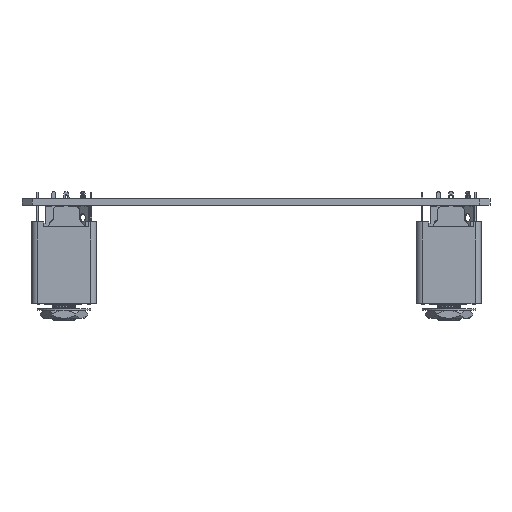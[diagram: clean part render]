
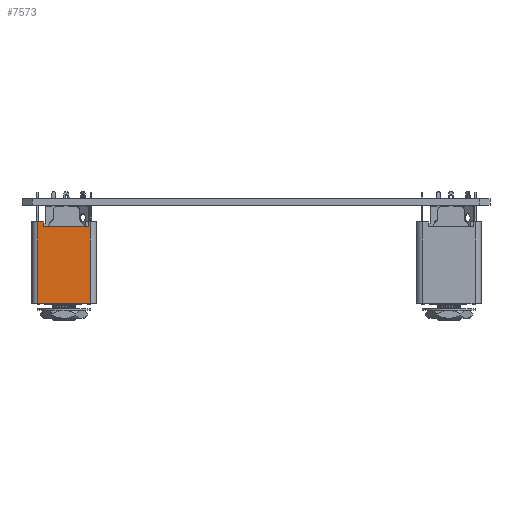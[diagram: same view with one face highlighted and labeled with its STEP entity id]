
A CAD part, front view. The second image highlights one B-rep face of the part: STEP entity #7573.
In plain terms, the highlighted face is planar.
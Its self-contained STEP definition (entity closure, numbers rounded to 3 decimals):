
#3480 = PLANE('',#3481);
#3481 = AXIS2_PLACEMENT_3D('',#3482,#3483,#3484);
#3482 = CARTESIAN_POINT('',(0.,2.832,0.));
#3483 = DIRECTION('',(0.,0.,1.));
#3484 = DIRECTION('',(1.,0.,-0.));
#4030 = PLANE('',#4031);
#4031 = AXIS2_PLACEMENT_3D('',#4032,#4033,#4034);
#4032 = CARTESIAN_POINT('',(-1.22,9.492,20.));
#4033 = DIRECTION('',(0.,0.,1.));
#4034 = DIRECTION('',(1.,0.,-0.));
#5396 = PLANE('',#5397);
#5397 = AXIS2_PLACEMENT_3D('',#5398,#5399,#5400);
#5398 = CARTESIAN_POINT('',(1.86,8.972,20.));
#5399 = DIRECTION('',(1.,0.,0.));
#5400 = DIRECTION('',(0.,0.,-1.));
#5629 = CYLINDRICAL_SURFACE('',#5630,1.5);
#5630 = AXIS2_PLACEMENT_3D('',#5631,#5632,#5633);
#5631 = CARTESIAN_POINT('',(1.5,9.212,0.));
#5632 = DIRECTION('',(0.,0.,1.));
#5633 = DIRECTION('',(-0.707,0.707,0.));
#6048 = VERTEX_POINT('',#6049);
#6049 = CARTESIAN_POINT('',(1.86,10.712,18.8));
#6058 = PLANE('',#6059);
#6059 = AXIS2_PLACEMENT_3D('',#6060,#6061,#6062);
#6060 = CARTESIAN_POINT('',(0.,2.832,18.8));
#6061 = DIRECTION('',(0.,0.,1.));
#6062 = DIRECTION('',(1.,0.,-0.));
#6184 = VERTEX_POINT('',#6185);
#6185 = CARTESIAN_POINT('',(12.96,10.712,18.8));
#6199 = PLANE('',#6200);
#6200 = AXIS2_PLACEMENT_3D('',#6201,#6202,#6203);
#6201 = CARTESIAN_POINT('',(12.96,9.512,18.8));
#6202 = DIRECTION('',(-1.,0.,0.));
#6203 = DIRECTION('',(0.,0.,1.));
#6211 = EDGE_CURVE('',#6048,#6184,#6212,.T.);
#6212 = SURFACE_CURVE('',#6213,(#6217,#6224),.PCURVE_S1.);
#6213 = LINE('',#6214,#6215);
#6214 = CARTESIAN_POINT('',(1.86,10.712,18.8));
#6215 = VECTOR('',#6216,1.);
#6216 = DIRECTION('',(1.,0.,0.));
#6217 = PCURVE('',#6058,#6218);
#6218 = DEFINITIONAL_REPRESENTATION('',(#6219),#6223);
#6219 = LINE('',#6220,#6221);
#6220 = CARTESIAN_POINT('',(1.86,7.88));
#6221 = VECTOR('',#6222,1.);
#6222 = DIRECTION('',(1.,0.));
#6223 = ( GEOMETRIC_REPRESENTATION_CONTEXT(2) 
PARAMETRIC_REPRESENTATION_CONTEXT() REPRESENTATION_CONTEXT('2D SPACE',''
  ) );
#6224 = PCURVE('',#6225,#6230);
#6225 = PLANE('',#6226);
#6226 = AXIS2_PLACEMENT_3D('',#6227,#6228,#6229);
#6227 = CARTESIAN_POINT('',(-15.76,10.712,0.));
#6228 = DIRECTION('',(0.,1.,0.));
#6229 = DIRECTION('',(0.,-0.,1.));
#6230 = DEFINITIONAL_REPRESENTATION('',(#6231),#6235);
#6231 = LINE('',#6232,#6233);
#6232 = CARTESIAN_POINT('',(18.8,17.62));
#6233 = VECTOR('',#6234,1.);
#6234 = DIRECTION('',(0.,1.));
#6235 = ( GEOMETRIC_REPRESENTATION_CONTEXT(2) 
PARAMETRIC_REPRESENTATION_CONTEXT() REPRESENTATION_CONTEXT('2D SPACE',''
  ) );
#7457 = VERTEX_POINT('',#7458);
#7458 = CARTESIAN_POINT('',(1.5,10.712,20.));
#7506 = EDGE_CURVE('',#7457,#7507,#7509,.T.);
#7507 = VERTEX_POINT('',#7508);
#7508 = CARTESIAN_POINT('',(1.5,10.712,0.));
#7509 = SURFACE_CURVE('',#7510,(#7514,#7521),.PCURVE_S1.);
#7510 = LINE('',#7511,#7512);
#7511 = CARTESIAN_POINT('',(1.5,10.712,20.));
#7512 = VECTOR('',#7513,1.);
#7513 = DIRECTION('',(0.,0.,-1.));
#7514 = PCURVE('',#5629,#7515);
#7515 = DEFINITIONAL_REPRESENTATION('',(#7516),#7520);
#7516 = LINE('',#7517,#7518);
#7517 = CARTESIAN_POINT('',(-0.785,20.));
#7518 = VECTOR('',#7519,1.);
#7519 = DIRECTION('',(0.,-1.));
#7520 = ( GEOMETRIC_REPRESENTATION_CONTEXT(2) 
PARAMETRIC_REPRESENTATION_CONTEXT() REPRESENTATION_CONTEXT('2D SPACE',''
  ) );
#7521 = PCURVE('',#6225,#7522);
#7522 = DEFINITIONAL_REPRESENTATION('',(#7523),#7527);
#7523 = LINE('',#7524,#7525);
#7524 = CARTESIAN_POINT('',(20.,17.26));
#7525 = VECTOR('',#7526,1.);
#7526 = DIRECTION('',(-1.,0.));
#7527 = ( GEOMETRIC_REPRESENTATION_CONTEXT(2) 
PARAMETRIC_REPRESENTATION_CONTEXT() REPRESENTATION_CONTEXT('2D SPACE',''
  ) );
#7573 = ADVANCED_FACE('',(#7574),#6225,.T.);
#7574 = FACE_BOUND('',#7575,.T.);
#7575 = EDGE_LOOP('',(#7576,#7577,#7600,#7621,#7622,#7645,#7673,#7701));
#7576 = ORIENTED_EDGE('',*,*,#7506,.F.);
#7577 = ORIENTED_EDGE('',*,*,#7578,.F.);
#7578 = EDGE_CURVE('',#7579,#7457,#7581,.T.);
#7579 = VERTEX_POINT('',#7580);
#7580 = CARTESIAN_POINT('',(1.86,10.712,20.));
#7581 = SURFACE_CURVE('',#7582,(#7586,#7593),.PCURVE_S1.);
#7582 = LINE('',#7583,#7584);
#7583 = CARTESIAN_POINT('',(1.86,10.712,20.));
#7584 = VECTOR('',#7585,1.);
#7585 = DIRECTION('',(-1.,0.,0.));
#7586 = PCURVE('',#6225,#7587);
#7587 = DEFINITIONAL_REPRESENTATION('',(#7588),#7592);
#7588 = LINE('',#7589,#7590);
#7589 = CARTESIAN_POINT('',(20.,17.62));
#7590 = VECTOR('',#7591,1.);
#7591 = DIRECTION('',(0.,-1.));
#7592 = ( GEOMETRIC_REPRESENTATION_CONTEXT(2) 
PARAMETRIC_REPRESENTATION_CONTEXT() REPRESENTATION_CONTEXT('2D SPACE',''
  ) );
#7593 = PCURVE('',#4030,#7594);
#7594 = DEFINITIONAL_REPRESENTATION('',(#7595),#7599);
#7595 = LINE('',#7596,#7597);
#7596 = CARTESIAN_POINT('',(3.08,1.22));
#7597 = VECTOR('',#7598,1.);
#7598 = DIRECTION('',(-1.,0.));
#7599 = ( GEOMETRIC_REPRESENTATION_CONTEXT(2) 
PARAMETRIC_REPRESENTATION_CONTEXT() REPRESENTATION_CONTEXT('2D SPACE',''
  ) );
#7600 = ORIENTED_EDGE('',*,*,#7601,.T.);
#7601 = EDGE_CURVE('',#7579,#6048,#7602,.T.);
#7602 = SURFACE_CURVE('',#7603,(#7607,#7614),.PCURVE_S1.);
#7603 = LINE('',#7604,#7605);
#7604 = CARTESIAN_POINT('',(1.86,10.712,20.));
#7605 = VECTOR('',#7606,1.);
#7606 = DIRECTION('',(0.,0.,-1.));
#7607 = PCURVE('',#6225,#7608);
#7608 = DEFINITIONAL_REPRESENTATION('',(#7609),#7613);
#7609 = LINE('',#7610,#7611);
#7610 = CARTESIAN_POINT('',(20.,17.62));
#7611 = VECTOR('',#7612,1.);
#7612 = DIRECTION('',(-1.,0.));
#7613 = ( GEOMETRIC_REPRESENTATION_CONTEXT(2) 
PARAMETRIC_REPRESENTATION_CONTEXT() REPRESENTATION_CONTEXT('2D SPACE',''
  ) );
#7614 = PCURVE('',#5396,#7615);
#7615 = DEFINITIONAL_REPRESENTATION('',(#7616),#7620);
#7616 = LINE('',#7617,#7618);
#7617 = CARTESIAN_POINT('',(0.,1.74));
#7618 = VECTOR('',#7619,1.);
#7619 = DIRECTION('',(1.,0.));
#7620 = ( GEOMETRIC_REPRESENTATION_CONTEXT(2) 
PARAMETRIC_REPRESENTATION_CONTEXT() REPRESENTATION_CONTEXT('2D SPACE',''
  ) );
#7621 = ORIENTED_EDGE('',*,*,#6211,.T.);
#7622 = ORIENTED_EDGE('',*,*,#7623,.T.);
#7623 = EDGE_CURVE('',#6184,#7624,#7626,.T.);
#7624 = VERTEX_POINT('',#7625);
#7625 = CARTESIAN_POINT('',(12.96,10.712,20.));
#7626 = SURFACE_CURVE('',#7627,(#7631,#7638),.PCURVE_S1.);
#7627 = LINE('',#7628,#7629);
#7628 = CARTESIAN_POINT('',(12.96,10.712,18.8));
#7629 = VECTOR('',#7630,1.);
#7630 = DIRECTION('',(0.,0.,1.));
#7631 = PCURVE('',#6225,#7632);
#7632 = DEFINITIONAL_REPRESENTATION('',(#7633),#7637);
#7633 = LINE('',#7634,#7635);
#7634 = CARTESIAN_POINT('',(18.8,28.72));
#7635 = VECTOR('',#7636,1.);
#7636 = DIRECTION('',(1.,0.));
#7637 = ( GEOMETRIC_REPRESENTATION_CONTEXT(2) 
PARAMETRIC_REPRESENTATION_CONTEXT() REPRESENTATION_CONTEXT('2D SPACE',''
  ) );
#7638 = PCURVE('',#6199,#7639);
#7639 = DEFINITIONAL_REPRESENTATION('',(#7640),#7644);
#7640 = LINE('',#7641,#7642);
#7641 = CARTESIAN_POINT('',(0.,1.2));
#7642 = VECTOR('',#7643,1.);
#7643 = DIRECTION('',(1.,0.));
#7644 = ( GEOMETRIC_REPRESENTATION_CONTEXT(2) 
PARAMETRIC_REPRESENTATION_CONTEXT() REPRESENTATION_CONTEXT('2D SPACE',''
  ) );
#7645 = ORIENTED_EDGE('',*,*,#7646,.T.);
#7646 = EDGE_CURVE('',#7624,#7647,#7649,.T.);
#7647 = VERTEX_POINT('',#7648);
#7648 = CARTESIAN_POINT('',(14.26,10.712,20.));
#7649 = SURFACE_CURVE('',#7650,(#7654,#7661),.PCURVE_S1.);
#7650 = LINE('',#7651,#7652);
#7651 = CARTESIAN_POINT('',(12.96,10.712,20.));
#7652 = VECTOR('',#7653,1.);
#7653 = DIRECTION('',(1.,0.,0.));
#7654 = PCURVE('',#6225,#7655);
#7655 = DEFINITIONAL_REPRESENTATION('',(#7656),#7660);
#7656 = LINE('',#7657,#7658);
#7657 = CARTESIAN_POINT('',(20.,28.72));
#7658 = VECTOR('',#7659,1.);
#7659 = DIRECTION('',(0.,1.));
#7660 = ( GEOMETRIC_REPRESENTATION_CONTEXT(2) 
PARAMETRIC_REPRESENTATION_CONTEXT() REPRESENTATION_CONTEXT('2D SPACE',''
  ) );
#7661 = PCURVE('',#7662,#7667);
#7662 = PLANE('',#7663);
#7663 = AXIS2_PLACEMENT_3D('',#7664,#7665,#7666);
#7664 = CARTESIAN_POINT('',(14.54,9.492,20.));
#7665 = DIRECTION('',(0.,0.,1.));
#7666 = DIRECTION('',(1.,0.,-0.));
#7667 = DEFINITIONAL_REPRESENTATION('',(#7668),#7672);
#7668 = LINE('',#7669,#7670);
#7669 = CARTESIAN_POINT('',(-1.58,1.22));
#7670 = VECTOR('',#7671,1.);
#7671 = DIRECTION('',(1.,0.));
#7672 = ( GEOMETRIC_REPRESENTATION_CONTEXT(2) 
PARAMETRIC_REPRESENTATION_CONTEXT() REPRESENTATION_CONTEXT('2D SPACE',''
  ) );
#7673 = ORIENTED_EDGE('',*,*,#7674,.F.);
#7674 = EDGE_CURVE('',#7675,#7647,#7677,.T.);
#7675 = VERTEX_POINT('',#7676);
#7676 = CARTESIAN_POINT('',(14.26,10.712,0.));
#7677 = SURFACE_CURVE('',#7678,(#7682,#7689),.PCURVE_S1.);
#7678 = LINE('',#7679,#7680);
#7679 = CARTESIAN_POINT('',(14.26,10.712,0.));
#7680 = VECTOR('',#7681,1.);
#7681 = DIRECTION('',(0.,0.,1.));
#7682 = PCURVE('',#6225,#7683);
#7683 = DEFINITIONAL_REPRESENTATION('',(#7684),#7688);
#7684 = LINE('',#7685,#7686);
#7685 = CARTESIAN_POINT('',(0.,30.02));
#7686 = VECTOR('',#7687,1.);
#7687 = DIRECTION('',(1.,0.));
#7688 = ( GEOMETRIC_REPRESENTATION_CONTEXT(2) 
PARAMETRIC_REPRESENTATION_CONTEXT() REPRESENTATION_CONTEXT('2D SPACE',''
  ) );
#7689 = PCURVE('',#7690,#7695);
#7690 = CYLINDRICAL_SURFACE('',#7691,1.5);
#7691 = AXIS2_PLACEMENT_3D('',#7692,#7693,#7694);
#7692 = CARTESIAN_POINT('',(14.26,9.212,0.));
#7693 = DIRECTION('',(0.,0.,1.));
#7694 = DIRECTION('',(0.707,0.707,-0.));
#7695 = DEFINITIONAL_REPRESENTATION('',(#7696),#7700);
#7696 = LINE('',#7697,#7698);
#7697 = CARTESIAN_POINT('',(0.785,0.));
#7698 = VECTOR('',#7699,1.);
#7699 = DIRECTION('',(0.,1.));
#7700 = ( GEOMETRIC_REPRESENTATION_CONTEXT(2) 
PARAMETRIC_REPRESENTATION_CONTEXT() REPRESENTATION_CONTEXT('2D SPACE',''
  ) );
#7701 = ORIENTED_EDGE('',*,*,#7702,.F.);
#7702 = EDGE_CURVE('',#7507,#7675,#7703,.T.);
#7703 = SURFACE_CURVE('',#7704,(#7708,#7715),.PCURVE_S1.);
#7704 = LINE('',#7705,#7706);
#7705 = CARTESIAN_POINT('',(9.16,10.712,0.));
#7706 = VECTOR('',#7707,1.);
#7707 = DIRECTION('',(1.,0.,0.));
#7708 = PCURVE('',#6225,#7709);
#7709 = DEFINITIONAL_REPRESENTATION('',(#7710),#7714);
#7710 = LINE('',#7711,#7712);
#7711 = CARTESIAN_POINT('',(0.,24.92));
#7712 = VECTOR('',#7713,1.);
#7713 = DIRECTION('',(0.,1.));
#7714 = ( GEOMETRIC_REPRESENTATION_CONTEXT(2) 
PARAMETRIC_REPRESENTATION_CONTEXT() REPRESENTATION_CONTEXT('2D SPACE',''
  ) );
#7715 = PCURVE('',#3480,#7716);
#7716 = DEFINITIONAL_REPRESENTATION('',(#7717),#7721);
#7717 = LINE('',#7718,#7719);
#7718 = CARTESIAN_POINT('',(9.16,7.88));
#7719 = VECTOR('',#7720,1.);
#7720 = DIRECTION('',(1.,0.));
#7721 = ( GEOMETRIC_REPRESENTATION_CONTEXT(2) 
PARAMETRIC_REPRESENTATION_CONTEXT() REPRESENTATION_CONTEXT('2D SPACE',''
  ) );
